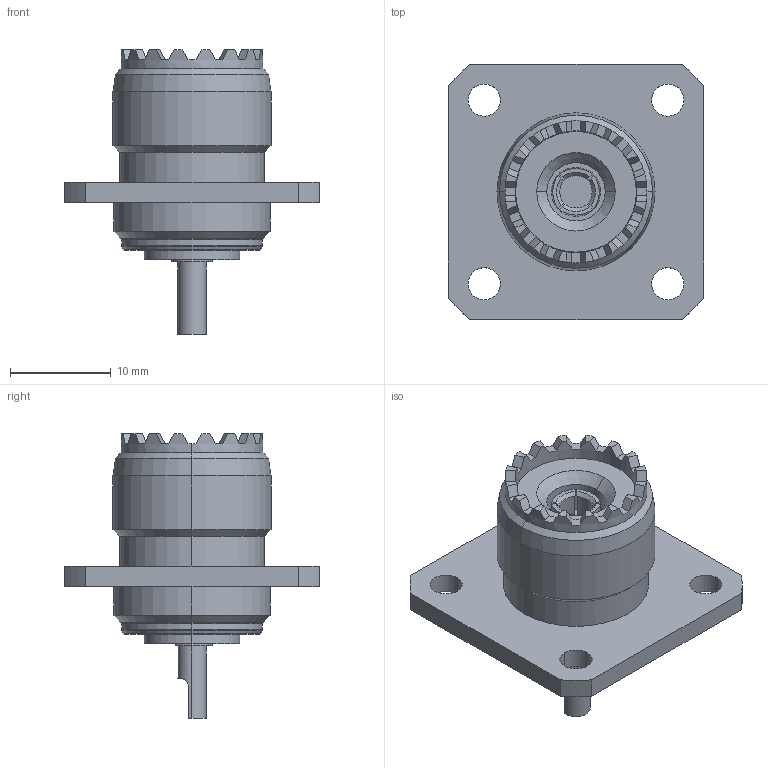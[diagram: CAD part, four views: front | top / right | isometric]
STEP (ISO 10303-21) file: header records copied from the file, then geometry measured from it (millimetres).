
FILE_DESCRIPTION (( 'STEP AP214' ), '1' );
FILE_NAME ('J01041B0632.STEP', '2014-12-08T07:40:19', ( '' ), ( '' ), 'SwSTEP 2.0', 'SolidWorks 2014', '' );
FILE_SCHEMA (( 'AUTOMOTIVE_DESIGN' ));
Length unit declared in the file: millimetre
Products named in the file (1): J01041B0632
Bounding box: 25.4 x 25.4 x 28.3 mm (x, y, z)
Volume: 4120.6 mm3; surface area: 2935.9 mm2
Topology: 1 solids, 1 shells, 170 faces, 443 edges, 286 vertices
Faces by surface type: plane 94, cylinder 50, cone 22, torus 4
Entity records: 7159 total; most frequent: CARTESIAN_POINT 1193, ORIENTED_EDGE 886, DIRECTION 875, EDGE_CURVE 443, AXIS2_PLACEMENT_3D 348, VERTEX_POINT 286, EDGE_LOOP 189, VECTOR 179
